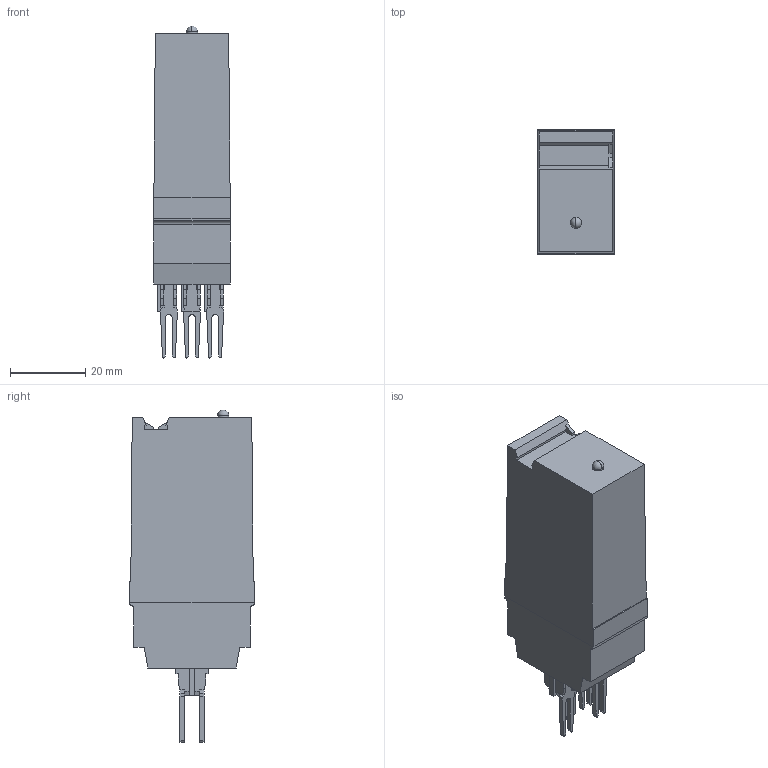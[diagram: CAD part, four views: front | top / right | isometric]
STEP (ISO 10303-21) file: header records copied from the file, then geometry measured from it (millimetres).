
FILE_DESCRIPTION(('Creo Elements/Direct Modeling STEP Export'),'2;1');
FILE_NAME('model.stp','2020-11-05T 5:26:05',(''),(''),'Creo Elements/Direct Modeling STEP processor for AP214 (Solid Model)','Creo Elements/Direct Modeling 20.1A 29-Sep-2018 (C) Parametric Technology GmbH','');
FILE_SCHEMA(('AUTOMOTIVE_DESIGN { 1 0 10303 214 1 1 1 1 }'));
Length unit declared in the file: millimetre
Products named in the file (2): ST-REL3-KG_24_1_SO38-select
Assembly tree (1 placements, depth 2):
  ST-REL3-KG_24_1_SO38-select
    ST-REL3-KG_24_1_SO38-select
Bounding box: 20.4 x 33.2 x 88.4 mm (x, y, z)
Volume: 42514.4 mm3; surface area: 9317.4 mm2
Topology: 1 solids, 1 shells, 244 faces, 703 edges, 463 vertices
Faces by surface type: plane 226, cylinder 16, sphere 2
Entity records: 9461 total; most frequent: ORIENTED_EDGE 1402, CARTESIAN_POINT 1330, DIRECTION 1096, EDGE_CURVE 701, VECTOR 638, LINE 638, VERTEX_POINT 463, EDGE_LOOP 248
